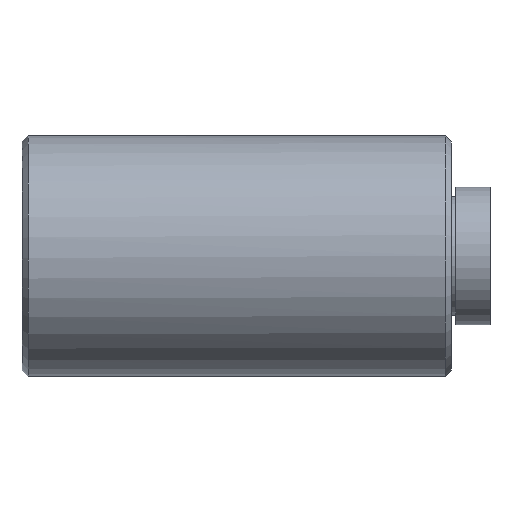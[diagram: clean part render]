
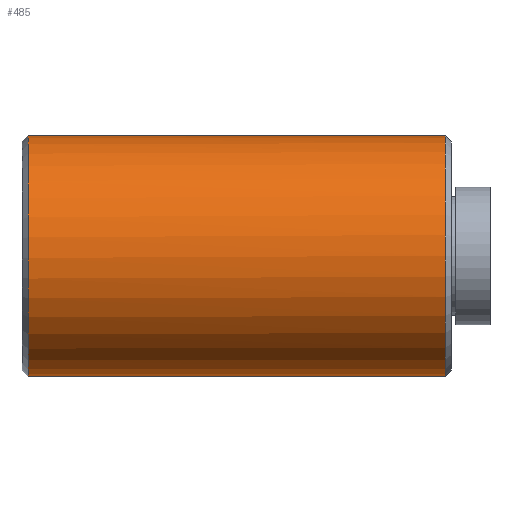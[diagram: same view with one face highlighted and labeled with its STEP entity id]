
A CAD part, top view. The second image highlights one B-rep face of the part: STEP entity #485.
In plain terms, the highlighted cylindrical face has radius 14 mm (diameter 28 mm), a partial arc.
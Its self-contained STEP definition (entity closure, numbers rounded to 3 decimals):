
#94=FACE_OUTER_BOUND('',#156,.F.);
#156=EDGE_LOOP('',(#334,#335,#336,#337,#338));
#334=ORIENTED_EDGE('',*,*,#770,.F.);
#335=ORIENTED_EDGE('',*,*,#799,.T.);
#336=ORIENTED_EDGE('',*,*,#800,.T.);
#337=ORIENTED_EDGE('',*,*,#767,.T.);
#338=ORIENTED_EDGE('',*,*,#801,.T.);
#485=ADVANCED_FACE('',(#94),#524,.T.);
#524=CYLINDRICAL_SURFACE('',#1083,14.);
#587=CIRCLE('',#1018,14.);
#588=CIRCLE('',#1019,14.);
#589=CIRCLE('',#1020,14.);
#631=LINE('',#1557,#689);
#632=LINE('',#1560,#690);
#689=VECTOR('',#1167,48.6);
#690=VECTOR('',#1172,48.6);
#767=EDGE_CURVE('',#924,#923,#631,.T.);
#770=EDGE_CURVE('',#921,#920,#632,.T.);
#799=EDGE_CURVE('',#921,#901,#587,.T.);
#800=EDGE_CURVE('',#901,#924,#588,.T.);
#801=EDGE_CURVE('',#923,#920,#589,.T.);
#901=VERTEX_POINT('',#1477);
#920=VERTEX_POINT('',#1496);
#921=VERTEX_POINT('',#1497);
#923=VERTEX_POINT('',#1499);
#924=VERTEX_POINT('',#1500);
#1018=AXIS2_PLACEMENT_3D('',#1589,#1217,#1218);
#1019=AXIS2_PLACEMENT_3D('',#1590,#1219,#1220);
#1020=AXIS2_PLACEMENT_3D('',#1591,#1221,#1222);
#1083=AXIS2_PLACEMENT_3D('',#1688,#1381,#1382);
#1167=DIRECTION('',(1.,0.,0.));
#1172=DIRECTION('',(1.,0.,0.));
#1217=DIRECTION('',(-1.,0.,0.));
#1218=DIRECTION('',(0.,-1.,0.));
#1219=DIRECTION('',(-1.,0.,0.));
#1220=DIRECTION('',(0.,0.999,0.036));
#1221=DIRECTION('',(1.,0.,0.));
#1222=DIRECTION('',(0.,1.,0.));
#1381=DIRECTION('',(1.,0.,0.));
#1382=DIRECTION('',(0.,0.996,-0.087));
#1477=CARTESIAN_POINT('',(0.7,13.991,0.5));
#1496=CARTESIAN_POINT('',(49.3,-14.,0.));
#1497=CARTESIAN_POINT('',(0.7,-14.,0.));
#1499=CARTESIAN_POINT('',(49.3,14.,0.));
#1500=CARTESIAN_POINT('',(0.7,14.,0.));
#1557=CARTESIAN_POINT('',(0.7,14.,0.));
#1560=CARTESIAN_POINT('',(0.7,-14.,0.));
#1589=CARTESIAN_POINT('',(0.7,0.,0.));
#1590=CARTESIAN_POINT('',(0.7,0.,0.));
#1591=CARTESIAN_POINT('',(49.3,0.,0.));
#1688=CARTESIAN_POINT('',(51.73,0.,0.));
